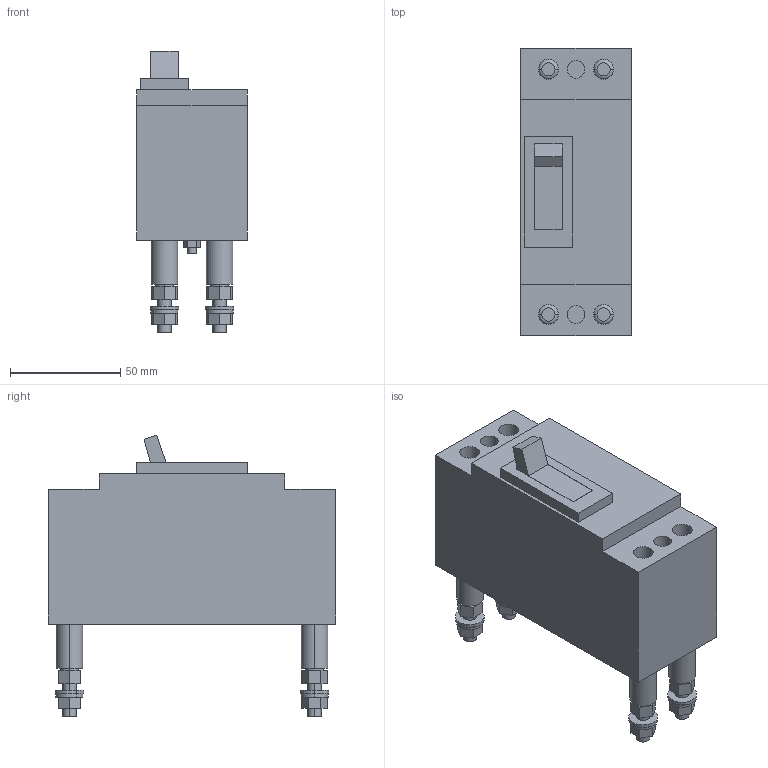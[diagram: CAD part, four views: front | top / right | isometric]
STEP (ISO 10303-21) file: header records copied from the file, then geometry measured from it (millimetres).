
FILE_DESCRIPTION(('CoCreate Modeling STEP Export'),'2;1');
FILE_NAME('Ｅ５０ＳＦ２Ｒ.stp','2016-03-30T14:23:29',(''),(''),'CoCreate Modeling STEP processor for AP214 (Solid Model)','CoCreate Modeling 17.0 01-Apr-2010 (C) Parametric Technology GmbH','');
FILE_SCHEMA(('AUTOMOTIVE_DESIGN { 1 0 10303 214 1 1 1 1 }'));
Length unit declared in the file: millimetre
Products named in the file (8): P2.1; P5.3; P4.2; P6; P1; P7; P3.1; Ｅ５０ＳＦ２Ｒ
Assembly tree (21 placements, depth 2):
  Ｅ５０ＳＦ２Ｒ
    P3.1  x2
    P6  x4
    P5.3  x4
    P4.2  x4
    P7  x4
    P2.1  x2
    P1
Bounding box: 50 x 130 x 127.51 mm (x, y, z)
Volume: 441111.1 mm3; surface area: 64183.1 mm2
Topology: 21 solids, 21 shells, 280 faces, 616 edges, 408 vertices
Faces by surface type: plane 156, cylinder 116, torus 8
Entity records: 3437 total; most frequent: ORIENTED_EDGE 554, CARTESIAN_POINT 518, DIRECTION 502, EDGE_CURVE 277, VERTEX_POINT 183, VECTOR 168, LINE 168, AXIS2_PLACEMENT_3D 167
